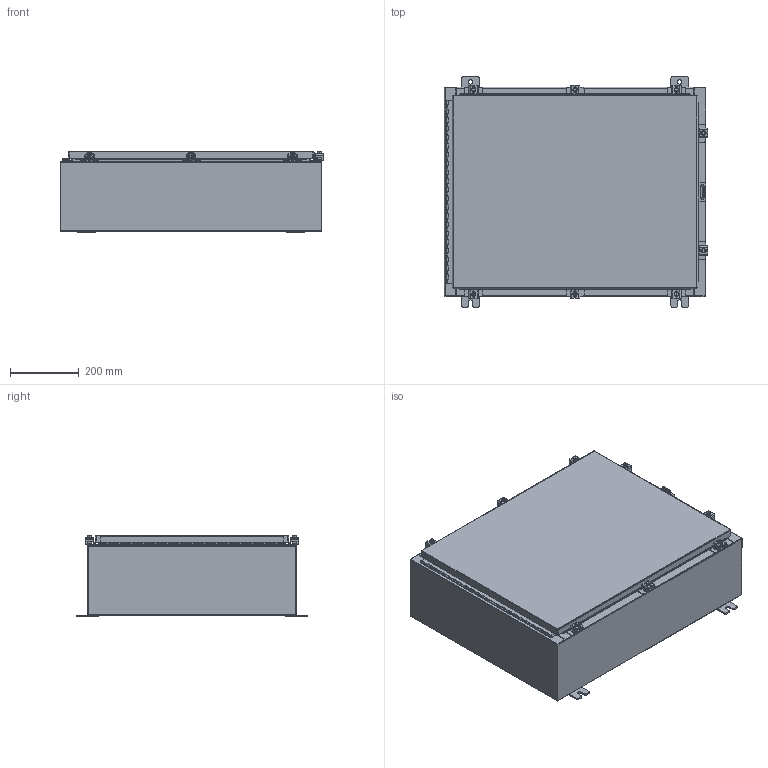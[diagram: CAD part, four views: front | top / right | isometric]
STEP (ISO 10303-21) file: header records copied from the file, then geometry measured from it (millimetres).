
FILE_DESCRIPTION (( 'STEP AP203' ), '1' );
FILE_NAME ('N24H3008SS6WP.STEP', '2014-01-15T21:44:01', ( 'changeme' ), ( 'Microsoft' ), 'SwSTEP 2.0', 'SolidWorks 2013', '' );
FILE_SCHEMA (( 'CONFIG_CONTROL_DESIGN' ));
Length unit declared in the file: inch
Products named in the file (19): N24H3008SS6WP Backpanel; N24H3008SS6WP Mounting Studs; N24H3008SS6WP Hinge Enclosure Side2; N24H3008SS6WP Hinge Cover Side; N24H3008SS6WP 125 Pin Hinge; N24H3008SS6WP Mounting Feet; N24H3008SS6WP Padlock Hasp; N24H3008SS6WP Padlock Staple; N24H3008SS6WP Clamp Bracket; N24H3008SS6WP 22101002; N24H3008SS6WP 22104005_DEFAULT; N24H3008SS6WP Clamp Top; N24H3008SS6WP Clamp Assembly; N24H3008SS6WP Standard Clamps; N24H3008SS6WP Cover; N24H3008SS6WP Body; N24H3008SS6WP Bottom; N24H3008SS6WP Top; N24H3008SS6WP
Assembly tree (32 placements, depth 4):
  N24H3008SS6WP
    N24H3008SS6WP Backpanel
    N24H3008SS6WP Mounting Studs  x4
    N24H3008SS6WP 125 Pin Hinge
      N24H3008SS6WP Hinge Enclosure Side2
      N24H3008SS6WP Hinge Cover Side
    N24H3008SS6WP Mounting Feet  x4
    N24H3008SS6WP Padlock Hasp
    N24H3008SS6WP Padlock Staple
    N24H3008SS6WP Standard Clamps  x8
      N24H3008SS6WP Clamp Bracket
      N24H3008SS6WP Clamp Assembly
        N24H3008SS6WP 22101002  x2
        N24H3008SS6WP 22104005_DEFAULT
        N24H3008SS6WP Clamp Top
    N24H3008SS6WP Cover
    N24H3008SS6WP Body
    N24H3008SS6WP Bottom
    N24H3008SS6WP Top
Bounding box: 767.35 x 673.1 x 238.47 mm (x, y, z)
Volume: 4275802.1 mm3; surface area: 4215231.7 mm2
Topology: 57 solids, 57 shells, 1943 faces, 4895 edges, 3094 vertices
Faces by surface type: plane 1028, cylinder 803, cone 56, torus 48, bspline 8
Entity records: 32469 total; most frequent: CARTESIAN_POINT 5639, DIRECTION 5320, ORIENTED_EDGE 5000, EDGE_CURVE 2500, AXIS2_PLACEMENT_3D 1843, LINE 1634, VECTOR 1634, VERTEX_POINT 1540
